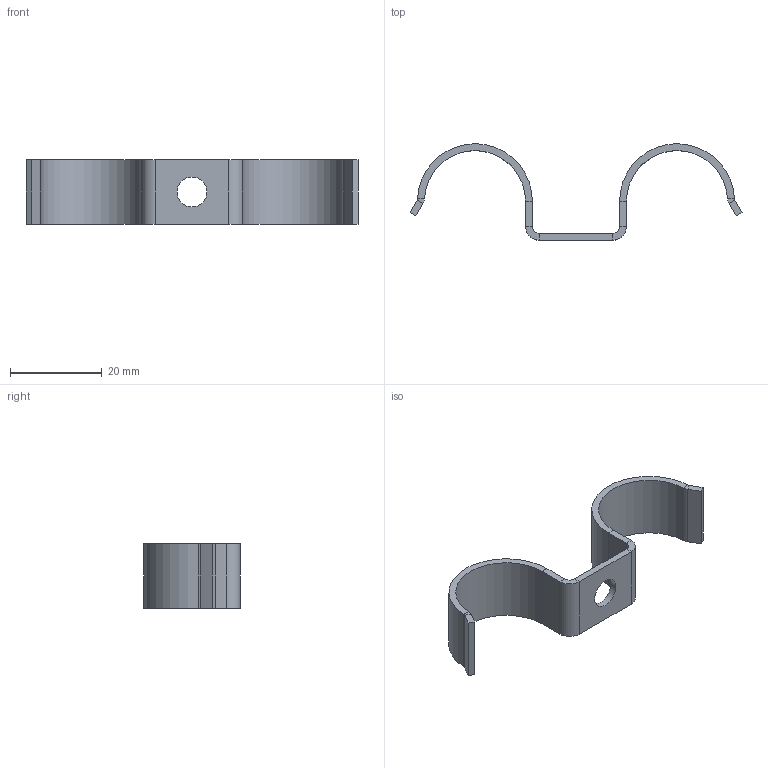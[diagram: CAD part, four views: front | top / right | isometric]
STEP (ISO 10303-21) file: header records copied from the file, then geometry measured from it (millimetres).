
FILE_DESCRIPTION (( 'STEP AP214' ), '1' );
FILE_NAME ('1009489.stp', '2023-06-21T12:33:14', ( '' ), ( '' ), 'SwSTEP 2.0', 'SolidWorks 2022', '' );
FILE_SCHEMA (( 'AUTOMOTIVE_DESIGN' ));
Length unit declared in the file: millimetre
Products named in the file (1): 1009489
Bounding box: 72.29 x 21 x 14 mm (x, y, z)
Volume: 2353.6 mm3; surface area: 3554.2 mm2
Topology: 1 solids, 1 shells, 47 faces, 95 edges, 50 vertices
Faces by surface type: plane 34, cylinder 13
Full cylindrical faces by diameter (mm): 6.5 x1
Entity records: 1208 total; most frequent: DIRECTION 216, CARTESIAN_POINT 192, ORIENTED_EDGE 188, EDGE_CURVE 94, AXIS2_PLACEMENT_3D 74, VECTOR 68, LINE 68, EDGE_LOOP 50
